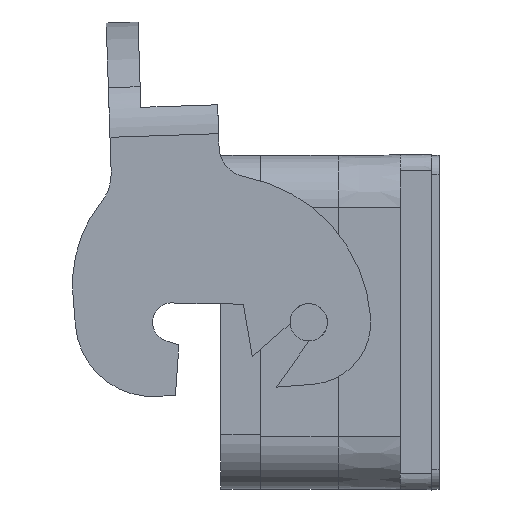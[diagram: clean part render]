
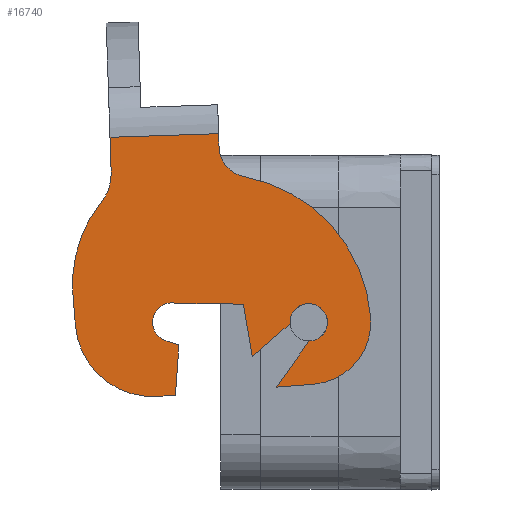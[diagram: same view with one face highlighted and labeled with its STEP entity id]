
A CAD part, left-side view. The second image highlights one B-rep face of the part: STEP entity #16740.
In plain terms, the highlighted face is planar.
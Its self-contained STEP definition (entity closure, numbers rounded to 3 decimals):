
#3170=CARTESIAN_POINT('',(50.265,-60.4,2.563));
#3180=DIRECTION('',(0.814,0.,-0.581));
#3190=VECTOR('',#3180,1.);
#3200=LINE('',#3170,#3190);
#3210=CARTESIAN_POINT('',(28.646,-60.4,17.984));
#3220=VERTEX_POINT('',#3210);
#3230=CARTESIAN_POINT('',(34.601,-60.4,13.736));
#3240=VERTEX_POINT('',#3230);
#3250=EDGE_CURVE('',#3220,#3240,#3200,.T.);
#4370=CARTESIAN_POINT('',(60.839,-60.4,
39.404));
#4380=VERTEX_POINT('',#4370);
#4410=CARTESIAN_POINT('',(50.265,-60.4,39.054));
#4420=DIRECTION('',(0.999,0.,0.033));
#4430=VECTOR('',#4420,1.);
#4440=LINE('',#4410,#4430);
#4450=CARTESIAN_POINT('',(56.364,-60.4,39.256));
#4460=VERTEX_POINT('',#4450);
#4470=EDGE_CURVE('',#4460,#4380,#4440,.T.);
#8910=CARTESIAN_POINT('',(59.564,-60.4,25.354));
#8920=VERTEX_POINT('',#8910);
#8950=CARTESIAN_POINT('',(50.265,-60.4,25.046));
#8960=DIRECTION('',(-0.999,0.,-0.033));
#8970=VECTOR('',#8960,1.);
#8980=LINE('',#8950,#8970);
#8990=CARTESIAN_POINT('',(61.303,-60.4,
25.412));
#9000=VERTEX_POINT('',#8990);
#9010=EDGE_CURVE('',#9000,#8920,#8980,.T.);
#11580=CARTESIAN_POINT('',(29.025,-60.4,13.172));
#11590=VERTEX_POINT('',#11580);
#11710=CARTESIAN_POINT('',(27.848,-60.4,28.129));
#11720=DIRECTION('',(-0.078,0.,0.997));
#11730=VECTOR('',#11720,1.);
#11740=LINE('',#11710,#11730);
#11750=EDGE_CURVE('',#11590,#3220,#11740,.T.);
#11920=CARTESIAN_POINT('',(62.429,-60.4,
-8.531));
#11930=DIRECTION('',(-0.033,0.,0.999));
#11940=VECTOR('',#11930,1.);
#11950=LINE('',#11920,#11940);
#11960=EDGE_CURVE('',#9000,#4380,#11950,.T.);
#13830=CARTESIAN_POINT('',(37.597,-60.4,5.822));
#13840=VERTEX_POINT('',#13830);
#13890=CARTESIAN_POINT('',(37.,-60.4,13.8));
#13900=DIRECTION('',(0.,-1.,0.));
#13910=DIRECTION('',(-0.997,0.,-0.078));
#13920=AXIS2_PLACEMENT_3D('',#13890,#13900,#13910);
#13930=CIRCLE('',#13920,8.);
#13940=EDGE_CURVE('',#11590,#13840,#13930,.T.);
#14150=CARTESIAN_POINT('',(55.765,-60.4,22.092));
#14160=VERTEX_POINT('',#14150);
#14210=CARTESIAN_POINT('',(36.105,-60.4,25.767));
#14220=DIRECTION('',(0.,-1.,0.));
#14230=DIRECTION('',(-0.05,0.,-0.999));
#14240=AXIS2_PLACEMENT_3D('',#14210,#14220,#14230);
#14250=CIRCLE('',#14240,20.);
#14260=EDGE_CURVE('',#13840,#14160,#14250,.T.);
#14460=CARTESIAN_POINT('',(59.697,-60.4,21.357));
#14470=DIRECTION('',(0.,1.,0.));
#14480=DIRECTION('',(-0.755,0.,-0.656));
#14490=AXIS2_PLACEMENT_3D('',#14460,#14470,#14480);
#14500=CIRCLE('',#14490,4.);
#14510=EDGE_CURVE('',#14160,#8920,#14500,.T.);
#15140=CARTESIAN_POINT('',(56.165,-60.4,45.253));
#15150=DIRECTION('',(0.,1.,0.));
#15160=DIRECTION('',(-0.755,0.,-0.656));
#15170=AXIS2_PLACEMENT_3D('',#15140,#15150,#15160);
#15180=CIRCLE('',#15170,6.);
#15190=CARTESIAN_POINT('',(52.423,-60.4,40.563));
#15200=VERTEX_POINT('',#15190);
#15210=EDGE_CURVE('',#4460,#15200,#15180,.T.);
#15490=CARTESIAN_POINT('',(40.628,-60.4,44.178));
#15500=VERTEX_POINT('',#15490);
#15550=CARTESIAN_POINT('',(41.946,-60.4,27.43));
#15560=DIRECTION('',(0.,1.,0.));
#15570=DIRECTION('',(-0.755,0.,-0.656));
#15580=AXIS2_PLACEMENT_3D('',#15550,#15560,#15570);
#15590=CIRCLE('',#15580,16.8);
#15600=EDGE_CURVE('',#15500,#15200,#15590,.T.);
#15720=CARTESIAN_POINT('',(50.265,-60.4,28.129));
#15730=DIRECTION('',(0.,-1.,0.));
#15740=DIRECTION('',(1.,0.,0.));
#15750=AXIS2_PLACEMENT_3D('',#15720,#15730,#15740);
#15760=PLANE('',#15750);
#15770=ORIENTED_EDGE('',*,*,#14510,.T.);
#15780=ORIENTED_EDGE('',*,*,#14260,.T.);
#15790=ORIENTED_EDGE('',*,*,#13940,.T.);
#15800=ORIENTED_EDGE('',*,*,#11750,.F.);
#15810=ORIENTED_EDGE('',*,*,#3250,.F.);
#15820=CARTESIAN_POINT('',(37.,-60.4,13.8));
#15830=DIRECTION('',(0.,-1.,0.));
#15840=DIRECTION('',(1.,0.,0.));
#15850=AXIS2_PLACEMENT_3D('',#15820,#15830,#15840);
#15860=CIRCLE('',#15850,2.4);
#15870=CARTESIAN_POINT('',(39.4,-60.4,13.8));
#15880=VERTEX_POINT('',#15870);
#15890=EDGE_CURVE('',#3240,#15880,#15860,.T.);
#15900=ORIENTED_EDGE('',*,*,#15890,.F.);
#15910=CARTESIAN_POINT('',(36.834,-60.4,16.194));
#15920=VERTEX_POINT('',#15910);
#15930=EDGE_CURVE('',#15880,#15920,#15860,.T.);
#15940=ORIENTED_EDGE('',*,*,#15930,.F.);
#15950=CARTESIAN_POINT('',(26.459,-60.4,28.129));
#15960=DIRECTION('',(-0.656,0.,0.755));
#15970=VECTOR('',#15960,1.);
#15980=LINE('',#15950,#15970);
#15990=CARTESIAN_POINT('',(32.587,-60.4,21.079));
#16000=VERTEX_POINT('',#15990);
#16010=EDGE_CURVE('',#15920,#16000,#15980,.T.);
#16020=ORIENTED_EDGE('',*,*,#16010,.F.);
#16030=CARTESIAN_POINT('',(50.265,-60.4,24.037));
#16040=DIRECTION('',(0.986,0.,0.165));
#16050=VECTOR('',#16040,1.);
#16060=LINE('',#16030,#16050);
#16070=CARTESIAN_POINT('',(39.347,-60.4,22.21));
#16080=VERTEX_POINT('',#16070);
#16090=EDGE_CURVE('',#16000,#16080,#16060,.T.);
#16100=ORIENTED_EDGE('',*,*,#16090,.F.);
#16110=CARTESIAN_POINT('',(39.399,-60.4,28.129));
#16120=DIRECTION('',(0.009,0.,1.));
#16130=VECTOR('',#16120,1.);
#16140=LINE('',#16110,#16130);
#16150=CARTESIAN_POINT('',(39.422,-60.4,30.796));
#16160=VERTEX_POINT('',#16150);
#16170=EDGE_CURVE('',#16080,#16160,#16140,.T.);
#16180=ORIENTED_EDGE('',*,*,#16170,.F.);
#16190=CARTESIAN_POINT('',(37.,-60.4,31.414));
#16200=DIRECTION('',(0.,1.,0.));
#16210=DIRECTION('',(-1.,0.,0.));
#16220=AXIS2_PLACEMENT_3D('',#16190,#16200,#16210);
#16230=CIRCLE('',#16220,2.5);
#16240=CARTESIAN_POINT('',(34.623,-60.4,32.19));
#16250=VERTEX_POINT('',#16240);
#16260=EDGE_CURVE('',#16250,#16160,#16230,.T.);
#16270=ORIENTED_EDGE('',*,*,#16260,.T.);
#16280=CARTESIAN_POINT('',(33.297,-60.4,28.129));
#16290=DIRECTION('',(-0.31,0.,-0.951));
#16300=VECTOR('',#16290,1.);
#16310=LINE('',#16280,#16300);
#16320=CARTESIAN_POINT('',(34.079,-60.4,30.522));
#16330=VERTEX_POINT('',#16320);
#16340=EDGE_CURVE('',#16250,#16330,#16310,.T.);
#16350=ORIENTED_EDGE('',*,*,#16340,.F.);
#16360=CARTESIAN_POINT('',(50.265,-60.4,29.391));
#16370=DIRECTION('',(-0.998,0.,0.07));
#16380=VECTOR('',#16370,1.);
#16390=LINE('',#16360,#16380);
#16400=CARTESIAN_POINT('',(27.624,-60.4,30.974));
#16410=VERTEX_POINT('',#16400);
#16420=EDGE_CURVE('',#16330,#16410,#16390,.T.);
#16430=ORIENTED_EDGE('',*,*,#16420,.F.);
#16440=CARTESIAN_POINT('',(27.848,-60.4,28.129));
#16450=DIRECTION('',(-0.078,0.,0.997));
#16460=VECTOR('',#16450,1.);
#16470=LINE('',#16440,#16460);
#16480=CARTESIAN_POINT('',(27.455,-60.4,33.111));
#16490=VERTEX_POINT('',#16480);
#16500=EDGE_CURVE('',#16410,#16490,#16470,.T.);
#16510=ORIENTED_EDGE('',*,*,#16500,.F.);
#16520=CARTESIAN_POINT('',(37.425,-60.4,33.895));
#16530=DIRECTION('',(0.,1.,0.));
#16540=DIRECTION('',(-0.755,0.,-0.656));
#16550=AXIS2_PLACEMENT_3D('',#16520,#16530,#16540);
#16560=CIRCLE('',#16550,10.);
#16570=CARTESIAN_POINT('',(36.64,-60.4,43.864));
#16580=VERTEX_POINT('',#16570);
#16590=EDGE_CURVE('',#16490,#16580,#16560,.T.);
#16600=ORIENTED_EDGE('',*,*,#16590,.F.);
#16610=CARTESIAN_POINT('',(50.265,-60.4,44.937));
#16620=DIRECTION('',(0.997,0.,0.078));
#16630=VECTOR('',#16620,1.);
#16640=LINE('',#16610,#16630);
#16650=EDGE_CURVE('',#16580,#15500,#16640,.T.);
#16660=ORIENTED_EDGE('',*,*,#16650,.F.);
#16670=ORIENTED_EDGE('',*,*,#15600,.F.);
#16680=ORIENTED_EDGE('',*,*,#15210,.T.);
#16690=ORIENTED_EDGE('',*,*,#4470,.F.);
#16700=ORIENTED_EDGE('',*,*,#11960,.T.);
#16710=ORIENTED_EDGE('',*,*,#9010,.F.);
#16720=EDGE_LOOP('',(#16710,#16700,#16690,#16680,#16670,#16660,#16600,
#16510,#16430,#16350,#16270,#16180,#16100,#16020,#15940,#15900,#15810,
#15800,#15790,#15780,#15770));
#16730=FACE_OUTER_BOUND('',#16720,.T.);
#16740=ADVANCED_FACE('',(#16730),#15760,.T.);
